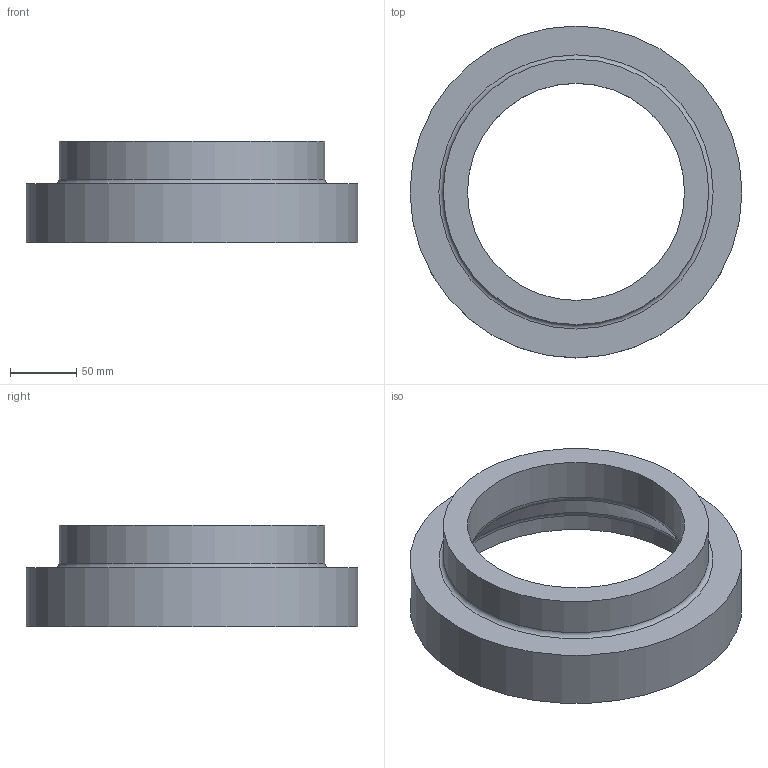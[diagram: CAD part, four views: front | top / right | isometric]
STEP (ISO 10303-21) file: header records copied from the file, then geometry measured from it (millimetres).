
FILE_DESCRIPTION (( 'STEP AP203' ), '1' );
FILE_NAME ('581207628.STEP', '2017-07-31T19:47:13', ( '' ), ( '' ), 'SwSTEP 2.0', 'SolidWorks 2017', '' );
FILE_SCHEMA (( 'CONFIG_CONTROL_DESIGN' ));
Length unit declared in the file: inch
Products named in the file (1): 581207628
Bounding box: 249.94 x 249.94 x 76.2 mm (x, y, z)
Volume: 1248326.7 mm3; surface area: 144834.7 mm2
Topology: 1 solids, 1 shells, 11 faces, 20 edges, 12 vertices
Faces by surface type: cylinder 4, torus 3, plane 3, cone 1
Full cylindrical faces by diameter (mm): 163.474 x1, 199.898 x1, 204.318 x1, 249.936 x1
Entity records: 307 total; most frequent: DIRECTION 46, CARTESIAN_POINT 34, AXIS2_PLACEMENT_3D 23, EDGE_LOOP 22, ORIENTED_EDGE 22, FACE_OUTER_BOUND 18, EDGE_CURVE 11, VERTEX_POINT 11
